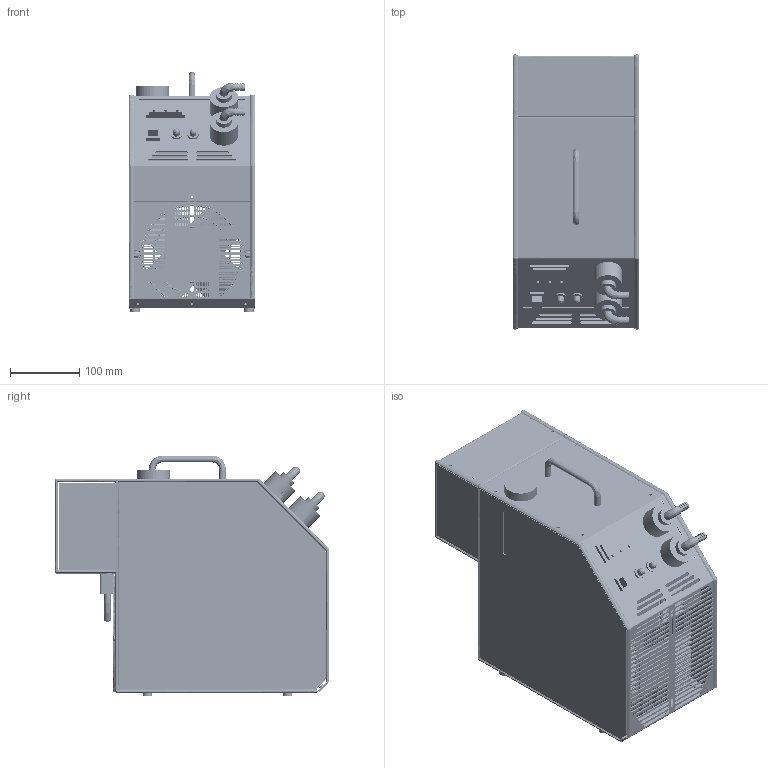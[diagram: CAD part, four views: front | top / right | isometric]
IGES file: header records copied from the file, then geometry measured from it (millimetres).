
Start section: SolidWorks IGES file using analytic representation for surfaces
Global section: file name: TLC-702.IGS; native system: SolidWorks 2016; preprocessor: SolidWorks 2016; author: Afshin; date: 160627.103355; units: inch
Bounding box: 183.43 x 397.7 x 347.6 mm (x, y, z)
Surface area: 2834038 mm2 (no closed solid volume)
Topology: 0 solids, 0 shells, 3179 faces, 41358 edges, 41355 vertices
Faces by surface type: bspline 2281, revolution 898
